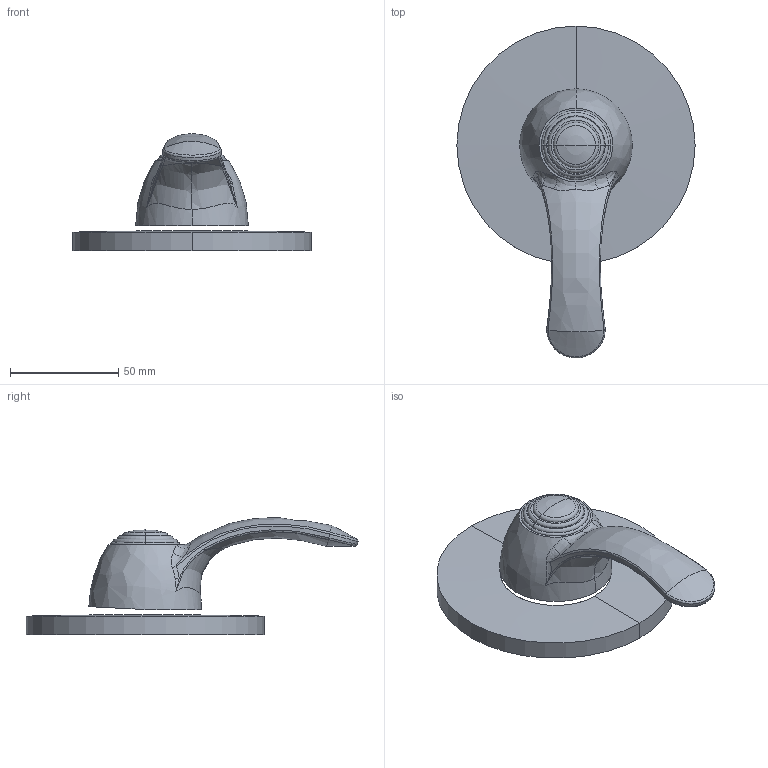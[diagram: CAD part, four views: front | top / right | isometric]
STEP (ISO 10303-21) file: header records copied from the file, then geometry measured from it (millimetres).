
FILE_DESCRIPTION((''),'2;1');
FILE_NAME('FA011CREST','2021-11-09T16:00:43',('ut3'),('PAFFONI SpA'),'CREO PARAMETRIC BY PTC INC, 2020044','CREO PARAMETRIC BY PTC INC, 2020044','');
FILE_SCHEMA(('CONFIG_CONTROL_DESIGN','SHAPE_APPEARANCE_LAYERS_GROUPS'));
Length unit declared in the file: millimetre
Products named in the file (1): FA011CREST
Bounding box: 110 x 153.27 x 54.03 mm (x, y, z)
Volume: 56036.9 mm3; surface area: 44456.3 mm2
Topology: 3 solids, 3 shells, 237 faces, 599 edges, 379 vertices
Faces by surface type: plane 132, cylinder 36, bspline 31, torus 18, cone 16, sphere 4
Entity records: 11577 total; most frequent: CARTESIAN_POINT 4197, DIRECTION 1196, ORIENTED_EDGE 1190, EDGE_CURVE 595, AXIS2_PLACEMENT_3D 462, VERTEX_POINT 379, VECTOR 272, LINE 272
